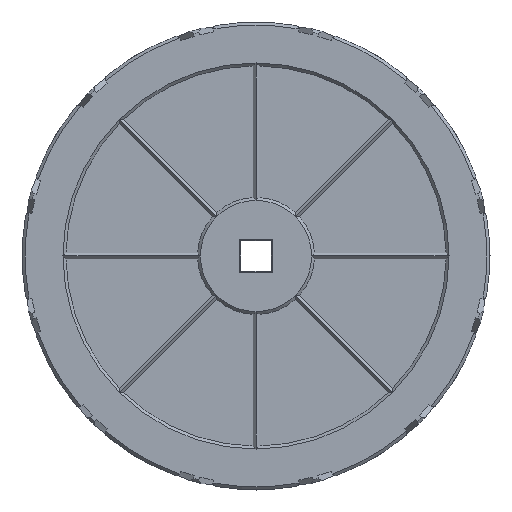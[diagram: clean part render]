
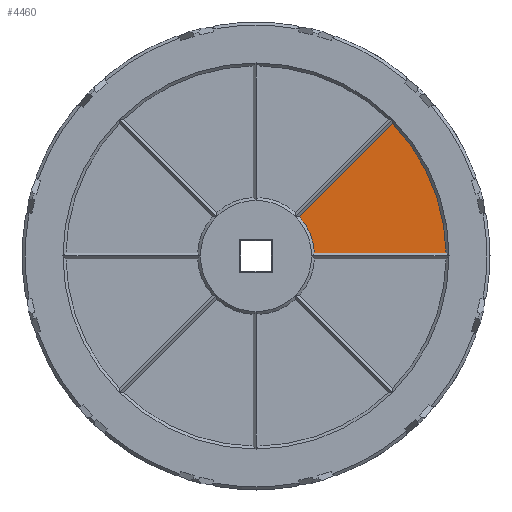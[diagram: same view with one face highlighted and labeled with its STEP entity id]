
A CAD part, front view. The second image highlights one B-rep face of the part: STEP entity #4460.
In plain terms, the highlighted planar face has unit normal (0, -1, 0).
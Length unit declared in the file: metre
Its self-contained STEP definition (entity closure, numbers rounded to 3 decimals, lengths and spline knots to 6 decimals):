
#236=LINE('',#6336,#336);
#237=LINE('',#6340,#337);
#336=VECTOR('',#5246,1.);
#337=VECTOR('',#5249,1.);
#1004=ORIENTED_EDGE('',*,*,#2516,.F.);
#1005=ORIENTED_EDGE('',*,*,#2517,.T.);
#1006=ORIENTED_EDGE('',*,*,#2518,.T.);
#1007=ORIENTED_EDGE('',*,*,#2519,.F.);
#2516=EDGE_CURVE('',#3272,#3273,#3704,.F.);
#2517=EDGE_CURVE('',#3272,#3274,#236,.T.);
#2518=EDGE_CURVE('',#3274,#3275,#3705,.F.);
#2519=EDGE_CURVE('',#3273,#3275,#237,.T.);
#3272=VERTEX_POINT('',#6334);
#3273=VERTEX_POINT('',#6335);
#3274=VERTEX_POINT('',#6337);
#3275=VERTEX_POINT('',#6339);
#3704=CIRCLE('',#4809,0.065);
#3705=CIRCLE('',#4810,0.02);
#3842=EDGE_LOOP('',(#1004,#1005,#1006,#1007));
#4124=FACE_BOUND('',#3842,.T.);
#4405=PLANE('',#4808);
#4460=ADVANCED_FACE('',(#4124),#4405,.T.);
#4808=AXIS2_PLACEMENT_3D('',#6332,#5242,#5243);
#4809=AXIS2_PLACEMENT_3D('',#6333,#5244,#5245);
#4810=AXIS2_PLACEMENT_3D('',#6338,#5247,#5248);
#5242=DIRECTION('',(0.,-1.,0.));
#5243=DIRECTION('',(1.,0.,0.));
#5244=DIRECTION('',(0.,-1.,0.));
#5245=DIRECTION('',(0.,0.,-1.));
#5246=DIRECTION('',(-0.707,0.,-0.707));
#5247=DIRECTION('',(0.,-1.,0.));
#5248=DIRECTION('',(0.,0.,-1.));
#5249=DIRECTION('',(-1.,0.,0.));
#6332=CARTESIAN_POINT('',(-0.239589,-0.184394,-0.058738));
#6333=CARTESIAN_POINT('',(-0.239589,-0.184394,-0.058738));
#6334=CARTESIAN_POINT('',(-0.192926,-0.184394,-0.013488));
#6335=CARTESIAN_POINT('',(-0.174597,-0.184394,-0.057738));
#6336=CARTESIAN_POINT('',(-0.205306,-0.184394,-0.025868));
#6337=CARTESIAN_POINT('',(-0.224758,-0.184394,-0.04532));
#6338=CARTESIAN_POINT('',(-0.239589,-0.184394,-0.058738));
#6339=CARTESIAN_POINT('',(-0.219614,-0.184394,-0.057738));
#6340=CARTESIAN_POINT('',(-0.192105,-0.184394,-0.057738));
